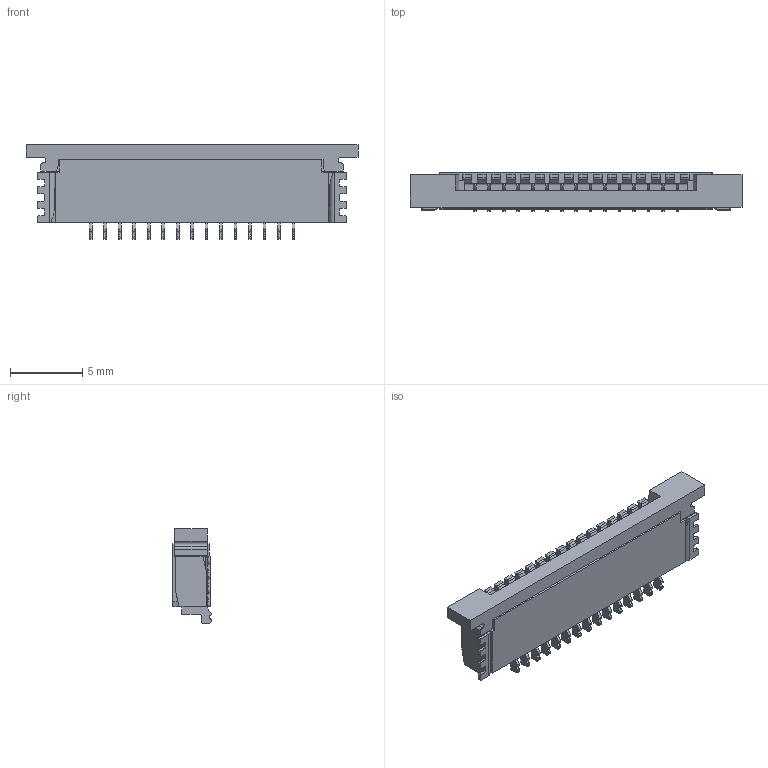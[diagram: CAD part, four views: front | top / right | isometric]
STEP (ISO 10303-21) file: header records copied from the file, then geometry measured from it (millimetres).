
FILE_DESCRIPTION((''),'2;1');
FILE_NAME('C-1-84953-5','2019-02-27T04:26:27',('workeradm'),('TE Connectivity Ltd.'),'CREO PARAMETRIC BY PTC INC, 2018190','CREO PARAMETRIC BY PTC INC, 2018190','');
FILE_SCHEMA(('AUTOMOTIVE_DESIGN { 1 0 10303 214 1 1 1 1 }'));
Length unit declared in the file: millimetre
Products named in the file (1): C-1-84953-5
Bounding box: 22.92 x 2.66 x 6.55 mm (x, y, z)
Volume: 227.1 mm3; surface area: 658.6 mm2
Topology: 1 solids, 1 shells, 711 faces, 2095 edges, 1380 vertices
Faces by surface type: plane 487, cylinder 224
Entity records: 23679 total; most frequent: CARTESIAN_POINT 4204, ORIENTED_EDGE 4190, DIRECTION 3961, EDGE_CURVE 2095, VECTOR 1639, LINE 1639, VERTEX_POINT 1380, AXIS2_PLACEMENT_3D 1161
